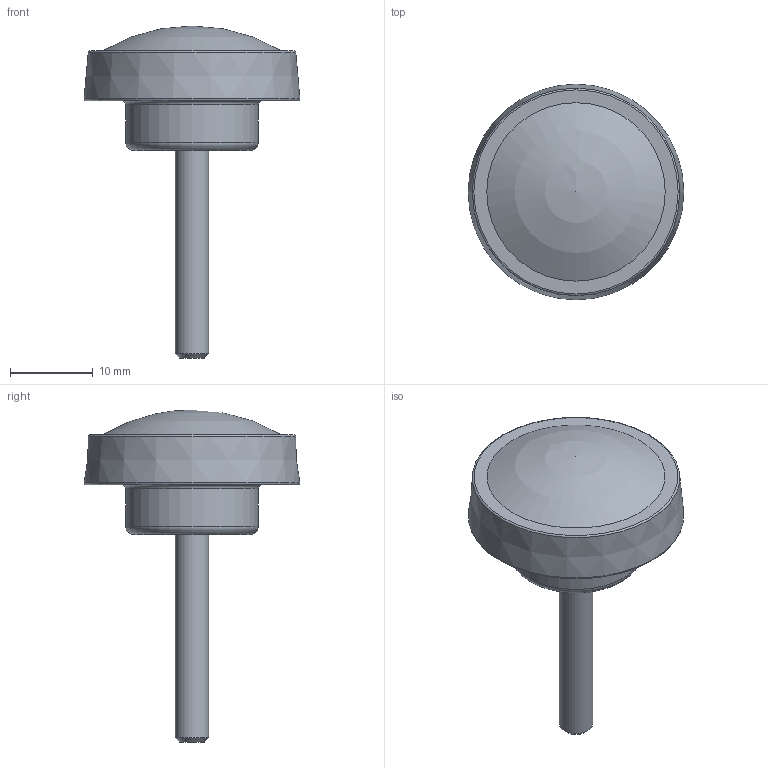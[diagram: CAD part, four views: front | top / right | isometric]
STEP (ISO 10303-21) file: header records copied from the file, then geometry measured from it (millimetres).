
FILE_DESCRIPTION( ( 'Unknown' ), '1' );
FILE_NAME( '6327025_ZP24_M04x25.stp', 'Unknown', ( 'Unknown' ), ( 'Unknown' ), 'PSStep 11.0', 'Unknown', ' ' );
FILE_SCHEMA( ( 'AUTOMOTIVE_DESIGN { 1 0 10303 214 1 1 1 1 }' ) );
Length unit declared in the file: millimetre
Products named in the file (1): 6327025
Bounding box: 26 x 26 x 40 mm (x, y, z)
Volume: 5121.6 mm3; surface area: 2128.8 mm2
Topology: 1 solids, 2 shells, 21 faces, 41 edges, 26 vertices
Faces by surface type: plane 12, torus 4, cylinder 2, cone 2, sphere 1
Full cylindrical faces by diameter (mm): 4 x1, 16 x1
Entity records: 654 total; most frequent: DIRECTION 86, CARTESIAN_POINT 76, ORIENTED_EDGE 60, AXIS2_PLACEMENT_3D 34, EDGE_LOOP 32, EDGE_CURVE 30, FACE_OUTER_BOUND 27, VERTEX_POINT 24
